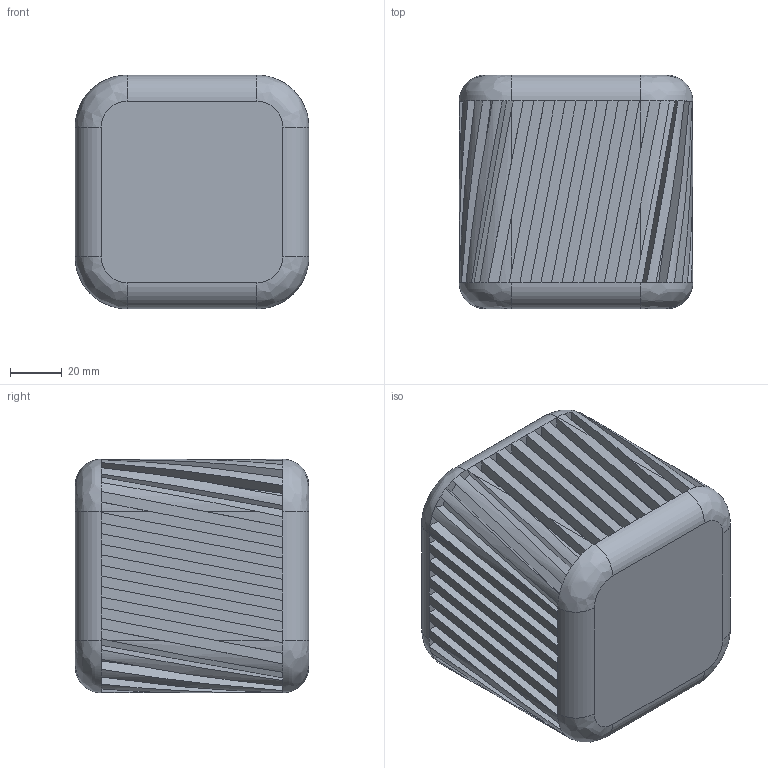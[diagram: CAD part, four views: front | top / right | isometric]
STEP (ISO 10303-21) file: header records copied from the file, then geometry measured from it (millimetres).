
FILE_DESCRIPTION(/* description */ (''),/* implementation_level */ '2;1');
FILE_NAME(/* name */ 'surface3.step',/* time_stamp */ '2020-07-27T20:01:22+02:00',/* author */ ('Mikes'),/* organization */ (''),/* preprocessor_version */ 'ST-DEVELOPER v18.1',/* originating_system */ 'Autodesk Inventor 2021',/* authorisation */ '');
FILE_SCHEMA (('AUTOMOTIVE_DESIGN { 1 0 10303 214 3 1 1 }'));
Length unit declared in the file: millimetre
Products named in the file (1): Part1
Bounding box: 90 x 90 x 90 mm (x, y, z)
Volume: 340925.5 mm3; surface area: 87229.4 mm2
Topology: 1 solids, 1 shells, 279 faces, 663 edges, 386 vertices
Faces by surface type: plane 238, cylinder 33, bspline 8
Full cylindrical faces by diameter (mm): 70 x1
Entity records: 7877 total; most frequent: CARTESIAN_POINT 1393, DIRECTION 1349, ORIENTED_EDGE 1326, EDGE_CURVE 663, LINE 521, VECTOR 521, AXIS2_PLACEMENT_3D 414, VERTEX_POINT 386
